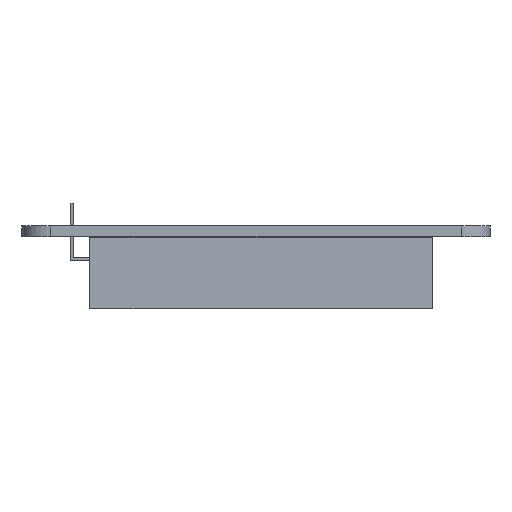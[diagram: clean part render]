
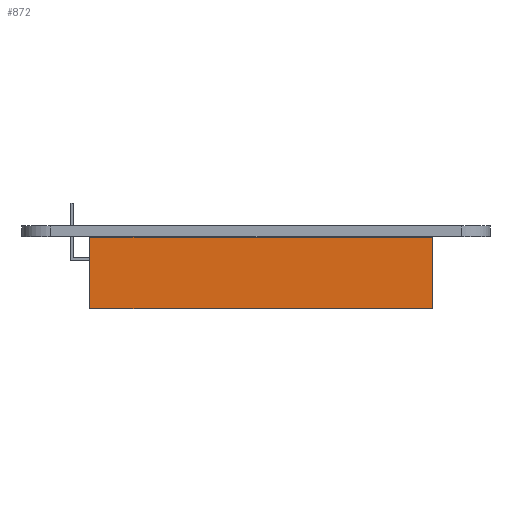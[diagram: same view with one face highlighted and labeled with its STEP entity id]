
A CAD part, left-side view. The second image highlights one B-rep face of the part: STEP entity #872.
In plain terms, the highlighted planar face has unit normal (-1, 0, 0).
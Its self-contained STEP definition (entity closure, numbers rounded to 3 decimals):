
#837 = VERTEX_POINT('',#838);
#838 = CARTESIAN_POINT('',(-75.,24.,0.));
#846 = EDGE_CURVE('',#847,#837,#849,.T.);
#847 = VERTEX_POINT('',#848);
#848 = CARTESIAN_POINT('',(-75.,24.,10.));
#849 = LINE('',#850,#851);
#850 = CARTESIAN_POINT('',(-75.,24.,10.));
#851 = VECTOR('',#852,1.);
#852 = DIRECTION('',(0.,0.,-1.));
#872 = ADVANCED_FACE('',(#873),#898,.F.);
#873 = FACE_BOUND('',#874,.T.);
#874 = EDGE_LOOP('',(#875,#883,#891,#897));
#875 = ORIENTED_EDGE('',*,*,#876,.T.);
#876 = EDGE_CURVE('',#837,#877,#879,.T.);
#877 = VERTEX_POINT('',#878);
#878 = CARTESIAN_POINT('',(-75.,-24.,0.));
#879 = LINE('',#880,#881);
#880 = CARTESIAN_POINT('',(-75.,0.,0.));
#881 = VECTOR('',#882,1.);
#882 = DIRECTION('',(0.,-1.,0.));
#883 = ORIENTED_EDGE('',*,*,#884,.F.);
#884 = EDGE_CURVE('',#885,#877,#887,.T.);
#885 = VERTEX_POINT('',#886);
#886 = CARTESIAN_POINT('',(-75.,-24.,10.));
#887 = LINE('',#888,#889);
#888 = CARTESIAN_POINT('',(-75.,-24.,10.));
#889 = VECTOR('',#890,1.);
#890 = DIRECTION('',(0.,0.,-1.));
#891 = ORIENTED_EDGE('',*,*,#892,.F.);
#892 = EDGE_CURVE('',#847,#885,#893,.T.);
#893 = LINE('',#894,#895);
#894 = CARTESIAN_POINT('',(-75.,0.,10.));
#895 = VECTOR('',#896,1.);
#896 = DIRECTION('',(0.,-1.,0.));
#897 = ORIENTED_EDGE('',*,*,#846,.T.);
#898 = PLANE('',#899);
#899 = AXIS2_PLACEMENT_3D('',#900,#901,#902);
#900 = CARTESIAN_POINT('',(-75.,0.,10.));
#901 = DIRECTION('',(1.,0.,0.));
#902 = DIRECTION('',(0.,0.,-1.));
